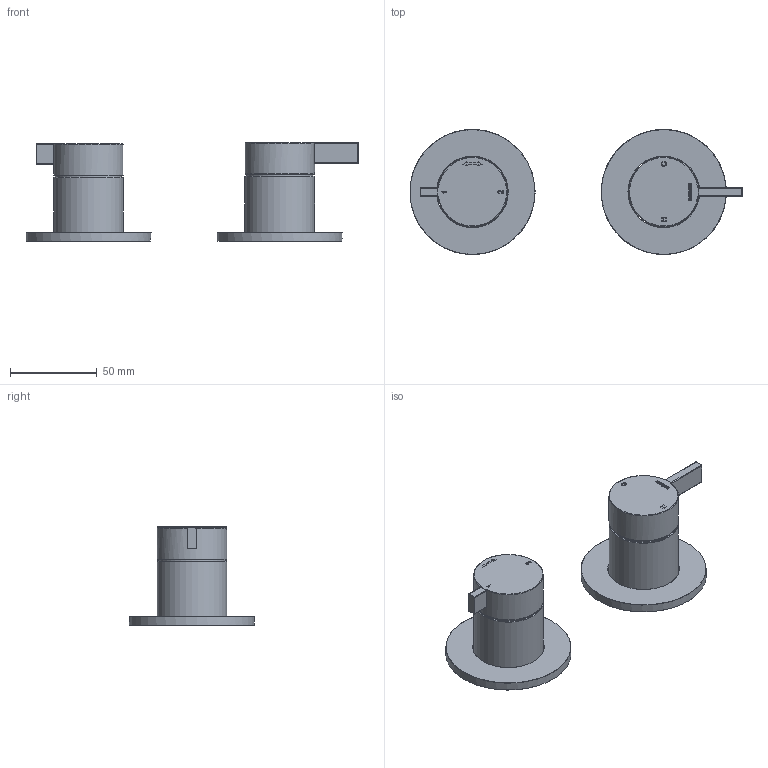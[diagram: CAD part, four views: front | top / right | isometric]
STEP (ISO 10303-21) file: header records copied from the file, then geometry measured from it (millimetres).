
FILE_DESCRIPTION(/* description */ ('Unknown'),/* implementation_level */ '2;1');
FILE_NAME(/* name */ 'AF029',/* time_stamp */ '2023-02-24T10:09:38+01:00',/* author */ ('Unknown'),/* organization */ ('Unknown'),/* preprocessor_version */ 'ST-DEVELOPER v18.102',/* originating_system */ 'Solid Edge',/* authorisation */ 'Unknown');
FILE_SCHEMA (('AUTOMOTIVE_DESIGN {1 0 10303 214 3 1 1}'));
Length unit declared in the file: millimetre
Products named in the file (12): AF029EXT-00; ABIX620C001_oa_0; SCCBSC0003; AF029-002_oa_1; AF029-01; ABIX005C012; SRSBSC0001; ABIX604C001_AF0_oa_2; SCCBSC0002; AF031-001_oa_3; ABIX005C010 PER 083; ABIX005C013
Assembly tree (12 placements, depth 3):
  AF029EXT-00
    ABIX620C001_oa_0
    SCCBSC0003
    AF029-002_oa_1
      AF029-01
      ABIX005C012
    SRSBSC0001  x2
    ABIX604C001_AF0_oa_2
    SCCBSC0002
    AF031-001_oa_3
      ABIX005C010 PER 083
      ABIX005C013
Bounding box: 190.91 x 71.92 x 56.7 mm (x, y, z)
Volume: 57631.2 mm3; surface area: 56117.6 mm2
Topology: 10 solids, 10 shells, 415 faces, 1026 edges, 659 vertices
Faces by surface type: plane 190, cylinder 98, bspline 58, torus 37, cone 28, sphere 4
Full cylindrical faces by diameter (mm): 2.5 x4, 3.2 x2, 31.5 x1, 32 x1, 34.5 x2, 35.5 x2, 35.7 x1, 36 x2, 37.3 x4, 37.6 x4, 38 x2, 40 x4, 41 x4, 44.8 x2, 50 x2, 69.5 x2, 72 x2
Entity records: 13831 total; most frequent: CARTESIAN_POINT 3175, ORIENTED_EDGE 1692, DIRECTION 1637, EDGE_CURVE 846, AXIS2_PLACEMENT_3D 593, VERTEX_POINT 578, EDGE_LOOP 506, FACE_BOUND 506
